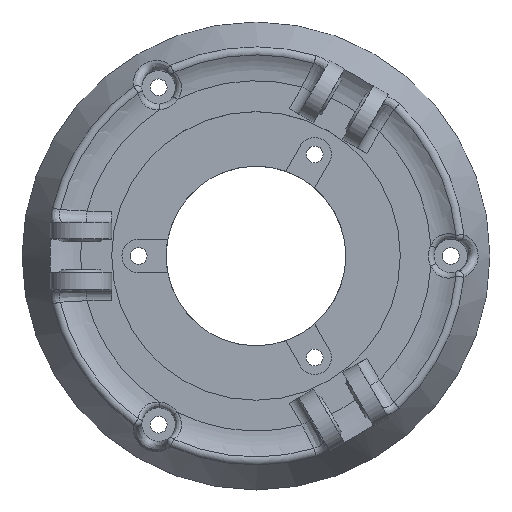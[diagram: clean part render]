
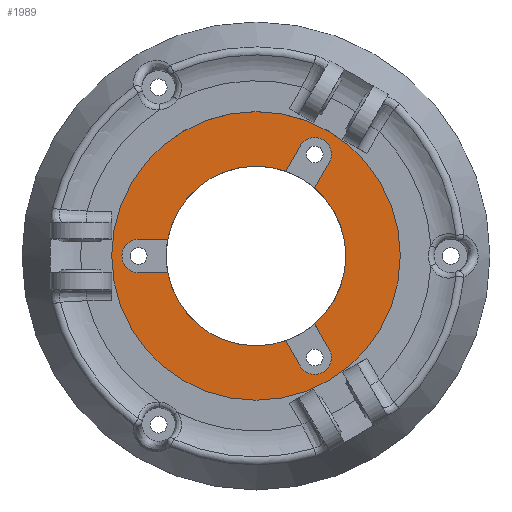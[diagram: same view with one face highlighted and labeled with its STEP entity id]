
A CAD part, top view. The second image highlights one B-rep face of the part: STEP entity #1989.
In plain terms, the highlighted planar face has unit normal (0, 0, 1).
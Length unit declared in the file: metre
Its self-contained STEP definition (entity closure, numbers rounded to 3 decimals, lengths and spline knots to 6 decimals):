
#79=LINE('',#3018,#163);
#80=LINE('',#3023,#164);
#81=LINE('',#3027,#165);
#82=LINE('',#3031,#166);
#83=LINE('',#3035,#167);
#84=LINE('',#3039,#168);
#163=VECTOR('',#2400,1.);
#164=VECTOR('',#2403,1.);
#165=VECTOR('',#2406,1.);
#166=VECTOR('',#2409,1.);
#167=VECTOR('',#2412,1.);
#168=VECTOR('',#2415,1.);
#247=PLANE('',#2138);
#298=CIRCLE('',#2139,0.016025);
#299=CIRCLE('',#2140,0.003);
#300=CIRCLE('',#2141,0.016025);
#301=CIRCLE('',#2142,0.003);
#302=CIRCLE('',#2143,0.016025);
#303=CIRCLE('',#2144,0.003);
#304=CIRCLE('',#2145,0.025745);
#444=ORIENTED_EDGE('',*,*,#1036,.T.);
#445=ORIENTED_EDGE('',*,*,#1037,.T.);
#446=ORIENTED_EDGE('',*,*,#1038,.F.);
#447=ORIENTED_EDGE('',*,*,#1039,.F.);
#448=ORIENTED_EDGE('',*,*,#1040,.T.);
#449=ORIENTED_EDGE('',*,*,#1041,.T.);
#450=ORIENTED_EDGE('',*,*,#1042,.F.);
#451=ORIENTED_EDGE('',*,*,#1043,.F.);
#452=ORIENTED_EDGE('',*,*,#1044,.T.);
#453=ORIENTED_EDGE('',*,*,#1045,.T.);
#454=ORIENTED_EDGE('',*,*,#1046,.F.);
#455=ORIENTED_EDGE('',*,*,#1047,.F.);
#456=ORIENTED_EDGE('',*,*,#1048,.T.);
#1036=EDGE_CURVE('',#1332,#1333,#79,.T.);
#1037=EDGE_CURVE('',#1333,#1334,#298,.T.);
#1038=EDGE_CURVE('',#1335,#1334,#80,.T.);
#1039=EDGE_CURVE('',#1336,#1335,#299,.T.);
#1040=EDGE_CURVE('',#1336,#1337,#81,.T.);
#1041=EDGE_CURVE('',#1337,#1338,#300,.T.);
#1042=EDGE_CURVE('',#1339,#1338,#82,.T.);
#1043=EDGE_CURVE('',#1340,#1339,#301,.T.);
#1044=EDGE_CURVE('',#1340,#1341,#83,.T.);
#1045=EDGE_CURVE('',#1341,#1342,#302,.T.);
#1046=EDGE_CURVE('',#1343,#1342,#84,.T.);
#1047=EDGE_CURVE('',#1332,#1343,#303,.T.);
#1048=EDGE_CURVE('',#1344,#1344,#304,.T.);
#1332=VERTEX_POINT('',#3019);
#1333=VERTEX_POINT('',#3020);
#1334=VERTEX_POINT('',#3022);
#1335=VERTEX_POINT('',#3024);
#1336=VERTEX_POINT('',#3026);
#1337=VERTEX_POINT('',#3028);
#1338=VERTEX_POINT('',#3030);
#1339=VERTEX_POINT('',#3032);
#1340=VERTEX_POINT('',#3034);
#1341=VERTEX_POINT('',#3036);
#1342=VERTEX_POINT('',#3038);
#1343=VERTEX_POINT('',#3040);
#1344=VERTEX_POINT('',#3043);
#1595=EDGE_LOOP('',(#444,#445,#446,#447,#448,#449,#450,#451,#452,#453,#454,
#455));
#1596=EDGE_LOOP('',(#456));
#1783=FACE_BOUND('',#1595,.T.);
#1784=FACE_BOUND('',#1596,.T.);
#1989=ADVANCED_FACE('',(#1783,#1784),#247,.F.);
#2138=AXIS2_PLACEMENT_3D('',#3017,#2398,#2399);
#2139=AXIS2_PLACEMENT_3D('',#3021,#2401,#2402);
#2140=AXIS2_PLACEMENT_3D('',#3025,#2404,#2405);
#2141=AXIS2_PLACEMENT_3D('',#3029,#2407,#2408);
#2142=AXIS2_PLACEMENT_3D('',#3033,#2410,#2411);
#2143=AXIS2_PLACEMENT_3D('',#3037,#2413,#2414);
#2144=AXIS2_PLACEMENT_3D('',#3041,#2416,#2417);
#2145=AXIS2_PLACEMENT_3D('',#3042,#2418,#2419);
#2398=DIRECTION('',(0.,0.,-1.));
#2399=DIRECTION('',(-1.,0.,0.));
#2400=DIRECTION('',(1.,0.,0.));
#2401=DIRECTION('',(0.,0.,-1.));
#2402=DIRECTION('',(-1.,0.,0.));
#2403=DIRECTION('',(-0.5,-0.866,0.));
#2404=DIRECTION('',(0.,0.,1.));
#2405=DIRECTION('',(1.,0.,0.));
#2406=DIRECTION('',(-0.5,-0.866,0.));
#2407=DIRECTION('',(0.,0.,-1.));
#2408=DIRECTION('',(-1.,0.,0.));
#2409=DIRECTION('',(-0.5,0.866,0.));
#2410=DIRECTION('',(0.,0.,1.));
#2411=DIRECTION('',(1.,0.,0.));
#2412=DIRECTION('',(-0.5,0.866,0.));
#2413=DIRECTION('',(0.,0.,-1.));
#2414=DIRECTION('',(-1.,0.,0.));
#2415=DIRECTION('',(1.,0.,0.));
#2416=DIRECTION('',(0.,0.,1.));
#2417=DIRECTION('',(1.,0.,0.));
#2418=DIRECTION('',(0.,0.,1.));
#2419=DIRECTION('',(1.,0.,0.));
#3017=CARTESIAN_POINT('',(-0.031245,-0.003002,-0.02725));
#3018=CARTESIAN_POINT('',(-0.018282,0.003,-0.02725));
#3019=CARTESIAN_POINT('',(-0.020925,0.003,-0.02725));
#3020=CARTESIAN_POINT('',(-0.015742,0.003,-0.02725));
#3021=CARTESIAN_POINT('',(0.,0.,-0.02725));
#3022=CARTESIAN_POINT('',(0.005273,0.015133,-0.02725));
#3023=CARTESIAN_POINT('',(0.006543,0.017333,-0.02725));
#3024=CARTESIAN_POINT('',(0.007864,0.019622,-0.02725));
#3025=CARTESIAN_POINT('',(0.010463,0.018122,-0.02725));
#3026=CARTESIAN_POINT('',(0.013061,0.016622,-0.02725));
#3027=CARTESIAN_POINT('',(0.011739,0.014333,-0.02725));
#3028=CARTESIAN_POINT('',(0.010469,0.012133,-0.02725));
#3029=CARTESIAN_POINT('',(0.,0.,-0.02725));
#3030=CARTESIAN_POINT('',(0.010469,-0.012133,-0.02725));
#3031=CARTESIAN_POINT('',(0.011739,-0.014333,-0.02725));
#3032=CARTESIAN_POINT('',(0.013061,-0.016622,-0.02725));
#3033=CARTESIAN_POINT('',(0.010463,-0.018122,-0.02725));
#3034=CARTESIAN_POINT('',(0.007864,-0.019622,-0.02725));
#3035=CARTESIAN_POINT('',(0.006543,-0.017333,-0.02725));
#3036=CARTESIAN_POINT('',(0.005273,-0.015133,-0.02725));
#3037=CARTESIAN_POINT('',(0.,0.,-0.02725));
#3038=CARTESIAN_POINT('',(-0.015742,-0.003,-0.02725));
#3039=CARTESIAN_POINT('',(-0.018282,-0.003,-0.02725));
#3040=CARTESIAN_POINT('',(-0.020925,-0.003,-0.02725));
#3041=CARTESIAN_POINT('',(-0.020925,0.,-0.02725));
#3042=CARTESIAN_POINT('',(0.,0.,-0.02725));
#3043=CARTESIAN_POINT('',(0.025745,0.,-0.02725));
